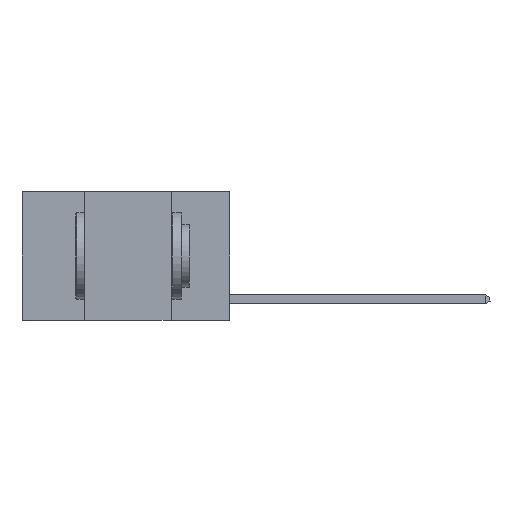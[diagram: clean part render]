
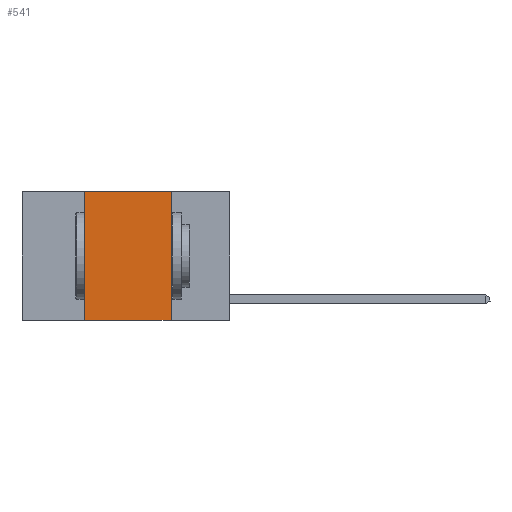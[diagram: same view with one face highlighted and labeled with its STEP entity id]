
A CAD part, left-side view. The second image highlights one B-rep face of the part: STEP entity #541.
In plain terms, the highlighted planar face has unit normal (-1, 0, 0).
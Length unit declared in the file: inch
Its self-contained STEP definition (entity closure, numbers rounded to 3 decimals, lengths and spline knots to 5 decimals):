
#541 = ADVANCED_FACE ( 'NONE', ( #14335 ), #8802, .F. ) ;
#1417 = VERTEX_POINT ( 'NONE', #11158 ) ;
#1703 = CARTESIAN_POINT ( 'NONE',  ( 0., 0.6, 0. ) ) ;
#2621 = EDGE_CURVE ( 'NONE', #13314, #25330, #20788, .T. ) ;
#3003 = DIRECTION ( 'NONE',  ( 0., 0., -1. ) ) ;
#3058 = VECTOR ( 'NONE', #23608, 39.37008 ) ;
#3059 = CARTESIAN_POINT ( 'NONE',  ( 0., 0.17, 0. ) ) ;
#4045 = CARTESIAN_POINT ( 'NONE',  ( 0., 0.42, 0. ) ) ;
#5439 = DIRECTION ( 'NONE',  ( 0., 0., -1. ) ) ;
#6487 = ORIENTED_EDGE ( 'NONE', *, *, #2621, .F. ) ;
#7153 = DIRECTION ( 'NONE',  ( 1., 0., 0. ) ) ;
#7305 = ORIENTED_EDGE ( 'NONE', *, *, #22959, .F. ) ;
#7849 = ORIENTED_EDGE ( 'NONE', *, *, #13592, .F. ) ;
#8801 = AXIS2_PLACEMENT_3D ( 'NONE', #18789, #7153, #3003 ) ;
#8802 = PLANE ( 'NONE',  #8801 ) ;
#10386 = LINE ( 'NONE', #4045, #3058 ) ;
#11158 = CARTESIAN_POINT ( 'NONE',  ( 0., 0.42, -0.37 ) ) ;
#11801 = VERTEX_POINT ( 'NONE', #20287 ) ;
#13314 = VERTEX_POINT ( 'NONE', #19733 ) ;
#13592 = EDGE_CURVE ( 'NONE', #1417, #13314, #10386, .T. ) ;
#14335 = FACE_OUTER_BOUND ( 'NONE', #16181, .T. ) ;
#15424 = CARTESIAN_POINT ( 'NONE',  ( 0., 0.17, 0. ) ) ;
#15538 = VECTOR ( 'NONE', #23294, 39.37008 ) ;
#16181 = EDGE_LOOP ( 'NONE', ( #7305, #6487, #7849, #22502 ) ) ;
#16560 = DIRECTION ( 'NONE',  ( 0., -1., 0. ) ) ;
#18789 = CARTESIAN_POINT ( 'NONE',  ( 0., 0.6, 0. ) ) ;
#19665 = LINE ( 'NONE', #22658, #21542 ) ;
#19733 = CARTESIAN_POINT ( 'NONE',  ( 0., 0.42, 0. ) ) ;
#19880 = EDGE_CURVE ( 'NONE', #1417, #11801, #19665, .T. ) ;
#20287 = CARTESIAN_POINT ( 'NONE',  ( 0., 0.17, -0.37 ) ) ;
#20788 = LINE ( 'NONE', #1703, #15538 ) ;
#21542 = VECTOR ( 'NONE', #16560, 39.37008 ) ;
#22502 = ORIENTED_EDGE ( 'NONE', *, *, #19880, .T. ) ;
#22658 = CARTESIAN_POINT ( 'NONE',  ( 0., 0.6, -0.37 ) ) ;
#22959 = EDGE_CURVE ( 'NONE', #25330, #11801, #25430, .T. ) ;
#23294 = DIRECTION ( 'NONE',  ( 0., -1., 0. ) ) ;
#23608 = DIRECTION ( 'NONE',  ( 0., 0., 1. ) ) ;
#24201 = VECTOR ( 'NONE', #5439, 39.37008 ) ;
#25330 = VERTEX_POINT ( 'NONE', #3059 ) ;
#25430 = LINE ( 'NONE', #15424, #24201 ) ;
